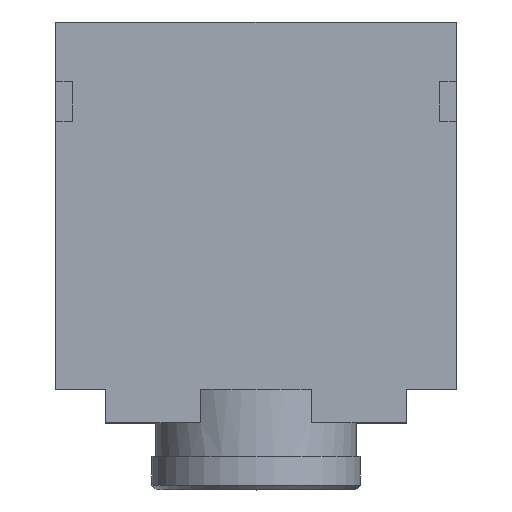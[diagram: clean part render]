
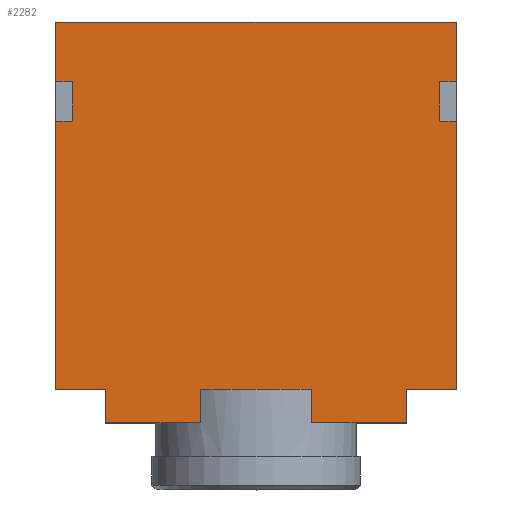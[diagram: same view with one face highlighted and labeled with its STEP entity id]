
A CAD part, top view. The second image highlights one B-rep face of the part: STEP entity #2282.
In plain terms, the highlighted planar face has unit normal (0, 0, 1).
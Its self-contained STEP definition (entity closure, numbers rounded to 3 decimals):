
#79=ORIENTED_EDGE('',*,*,#539,.T.);
#80=ORIENTED_EDGE('',*,*,#540,.T.);
#81=ORIENTED_EDGE('',*,*,#541,.T.);
#82=ORIENTED_EDGE('',*,*,#542,.T.);
#83=ORIENTED_EDGE('',*,*,#543,.F.);
#84=ORIENTED_EDGE('',*,*,#544,.T.);
#85=ORIENTED_EDGE('',*,*,#545,.F.);
#86=ORIENTED_EDGE('',*,*,#546,.F.);
#87=ORIENTED_EDGE('',*,*,#547,.F.);
#88=ORIENTED_EDGE('',*,*,#548,.T.);
#89=ORIENTED_EDGE('',*,*,#549,.T.);
#90=ORIENTED_EDGE('',*,*,#550,.T.);
#91=ORIENTED_EDGE('',*,*,#551,.T.);
#92=ORIENTED_EDGE('',*,*,#552,.F.);
#93=ORIENTED_EDGE('',*,*,#553,.F.);
#94=ORIENTED_EDGE('',*,*,#554,.F.);
#95=ORIENTED_EDGE('',*,*,#555,.T.);
#96=ORIENTED_EDGE('',*,*,#556,.T.);
#97=ORIENTED_EDGE('',*,*,#557,.T.);
#98=ORIENTED_EDGE('',*,*,#558,.T.);
#539=EDGE_CURVE('',#769,#770,#927,.T.);
#540=EDGE_CURVE('',#770,#771,#928,.T.);
#541=EDGE_CURVE('',#771,#772,#929,.T.);
#542=EDGE_CURVE('',#772,#773,#930,.T.);
#543=EDGE_CURVE('',#774,#773,#931,.T.);
#544=EDGE_CURVE('',#774,#775,#932,.T.);
#545=EDGE_CURVE('',#776,#775,#933,.F.);
#546=EDGE_CURVE('',#777,#776,#934,.T.);
#547=EDGE_CURVE('',#778,#777,#935,.T.);
#548=EDGE_CURVE('',#778,#779,#936,.T.);
#549=EDGE_CURVE('',#779,#780,#937,.T.);
#550=EDGE_CURVE('',#780,#781,#938,.T.);
#551=EDGE_CURVE('',#781,#782,#939,.T.);
#552=EDGE_CURVE('',#783,#782,#940,.T.);
#553=EDGE_CURVE('',#784,#783,#941,.T.);
#554=EDGE_CURVE('',#785,#784,#942,.T.);
#555=EDGE_CURVE('',#785,#786,#943,.T.);
#556=EDGE_CURVE('',#786,#787,#944,.T.);
#557=EDGE_CURVE('',#787,#788,#945,.T.);
#558=EDGE_CURVE('',#788,#769,#946,.T.);
#769=VERTEX_POINT('',#2982);
#770=VERTEX_POINT('',#2983);
#771=VERTEX_POINT('',#2985);
#772=VERTEX_POINT('',#2987);
#773=VERTEX_POINT('',#2989);
#774=VERTEX_POINT('',#2991);
#775=VERTEX_POINT('',#2993);
#776=VERTEX_POINT('',#2995);
#777=VERTEX_POINT('',#2997);
#778=VERTEX_POINT('',#2999);
#779=VERTEX_POINT('',#3001);
#780=VERTEX_POINT('',#3003);
#781=VERTEX_POINT('',#3005);
#782=VERTEX_POINT('',#3007);
#783=VERTEX_POINT('',#3009);
#784=VERTEX_POINT('',#3011);
#785=VERTEX_POINT('',#3013);
#786=VERTEX_POINT('',#3015);
#787=VERTEX_POINT('',#3017);
#788=VERTEX_POINT('',#3019);
#927=LINE('',#2981,#1117);
#928=LINE('',#2984,#1118);
#929=LINE('',#2986,#1119);
#930=LINE('',#2988,#1120);
#931=LINE('',#2990,#1121);
#932=LINE('',#2992,#1122);
#933=LINE('',#2994,#1123);
#934=LINE('',#2996,#1124);
#935=LINE('',#2998,#1125);
#936=LINE('',#3000,#1126);
#937=LINE('',#3002,#1127);
#938=LINE('',#3004,#1128);
#939=LINE('',#3006,#1129);
#940=LINE('',#3008,#1130);
#941=LINE('',#3010,#1131);
#942=LINE('',#3012,#1132);
#943=LINE('',#3014,#1133);
#944=LINE('',#3016,#1134);
#945=LINE('',#3018,#1135);
#946=LINE('',#3020,#1136);
#1117=VECTOR('',#2521,1000.);
#1118=VECTOR('',#2522,1000.);
#1119=VECTOR('',#2523,1000.);
#1120=VECTOR('',#2524,1000.);
#1121=VECTOR('',#2525,1000.);
#1122=VECTOR('',#2526,1000.);
#1123=VECTOR('',#2527,1000.);
#1124=VECTOR('',#2528,1000.);
#1125=VECTOR('',#2529,1000.);
#1126=VECTOR('',#2530,1000.);
#1127=VECTOR('',#2531,1000.);
#1128=VECTOR('',#2532,1000.);
#1129=VECTOR('',#2533,1000.);
#1130=VECTOR('',#2534,1000.);
#1131=VECTOR('',#2535,1000.);
#1132=VECTOR('',#2536,1000.);
#1133=VECTOR('',#2537,1000.);
#1134=VECTOR('',#2538,1000.);
#1135=VECTOR('',#2539,1000.);
#1136=VECTOR('',#2540,1000.);
#1307=EDGE_LOOP('',(#79,#80,#81,#82,#83,#84,#85,#86,#87,#88,#89,#90,#91,
#92,#93,#94,#95,#96,#97,#98));
#1423=FACE_BOUND('',#1307,.T.);
#1539=PLANE('',#2382);
#2282=ADVANCED_FACE('',(#1423),#1539,.T.);
#2382=AXIS2_PLACEMENT_3D('',#2980,#2519,#2520);
#2519=DIRECTION('',(0.,0.,1.));
#2520=DIRECTION('',(1.,0.,0.));
#2521=DIRECTION('',(0.,-1.,0.));
#2522=DIRECTION('',(-1.,0.,0.));
#2523=DIRECTION('',(0.,-1.,0.));
#2524=DIRECTION('',(1.,0.,0.));
#2525=DIRECTION('',(0.,1.,0.));
#2526=DIRECTION('',(1.,0.,0.));
#2527=DIRECTION('',(0.,1.,0.));
#2528=DIRECTION('',(-1.,0.,0.));
#2529=DIRECTION('',(0.,1.,0.));
#2530=DIRECTION('',(1.,0.,0.));
#2531=DIRECTION('',(0.,1.,0.));
#2532=DIRECTION('',(1.,0.,0.));
#2533=DIRECTION('',(0.,1.,0.));
#2534=DIRECTION('',(1.,0.,0.));
#2535=DIRECTION('',(0.,-1.,0.));
#2536=DIRECTION('',(-1.,0.,0.));
#2537=DIRECTION('',(0.,1.,0.));
#2538=DIRECTION('',(-1.,0.,0.));
#2539=DIRECTION('',(0.,-1.,0.));
#2540=DIRECTION('',(1.,0.,0.));
#2980=CARTESIAN_POINT('',(0.,0.,5.));
#2981=CARTESIAN_POINT('',(-5.494,3.717,5.));
#2982=CARTESIAN_POINT('',(-5.494,3.717,5.));
#2983=CARTESIAN_POINT('',(-5.494,2.526,5.));
#2984=CARTESIAN_POINT('',(-5.494,2.526,5.));
#2985=CARTESIAN_POINT('',(-6.,2.526,5.));
#2986=CARTESIAN_POINT('',(-6.,5.5,5.));
#2987=CARTESIAN_POINT('',(-6.,-5.5,5.));
#2988=CARTESIAN_POINT('',(-6.,-5.5,5.));
#2989=CARTESIAN_POINT('',(-4.5,-5.5,5.));
#2990=CARTESIAN_POINT('',(-4.5,-6.5,5.));
#2991=CARTESIAN_POINT('',(-4.5,-6.5,5.));
#2992=CARTESIAN_POINT('',(-4.5,-6.5,5.));
#2993=CARTESIAN_POINT('',(-1.669,-6.5,5.));
#2994=CARTESIAN_POINT('',(-1.669,-8.5,5.));
#2995=CARTESIAN_POINT('',(-1.669,-5.5,5.));
#2996=CARTESIAN_POINT('',(0.,-5.5,5.));
#2997=CARTESIAN_POINT('',(1.669,-5.5,5.));
#2998=CARTESIAN_POINT('',(1.669,-8.5,5.));
#2999=CARTESIAN_POINT('',(1.669,-6.5,5.));
#3000=CARTESIAN_POINT('',(-4.5,-6.5,5.));
#3001=CARTESIAN_POINT('',(4.5,-6.5,5.));
#3002=CARTESIAN_POINT('',(4.5,-6.5,5.));
#3003=CARTESIAN_POINT('',(4.5,-5.5,5.));
#3004=CARTESIAN_POINT('',(-6.,-5.5,5.));
#3005=CARTESIAN_POINT('',(6.,-5.5,5.));
#3006=CARTESIAN_POINT('',(6.,-5.5,5.));
#3007=CARTESIAN_POINT('',(6.,2.526,5.));
#3008=CARTESIAN_POINT('',(5.494,2.526,5.));
#3009=CARTESIAN_POINT('',(5.494,2.526,5.));
#3010=CARTESIAN_POINT('',(5.494,3.717,5.));
#3011=CARTESIAN_POINT('',(5.494,3.717,5.));
#3012=CARTESIAN_POINT('',(6.,3.717,5.));
#3013=CARTESIAN_POINT('',(6.,3.717,5.));
#3014=CARTESIAN_POINT('',(6.,-5.5,5.));
#3015=CARTESIAN_POINT('',(6.,5.5,5.));
#3016=CARTESIAN_POINT('',(6.,5.5,5.));
#3017=CARTESIAN_POINT('',(-6.,5.5,5.));
#3018=CARTESIAN_POINT('',(-6.,5.5,5.));
#3019=CARTESIAN_POINT('',(-6.,3.717,5.));
#3020=CARTESIAN_POINT('',(-6.,3.717,5.));
